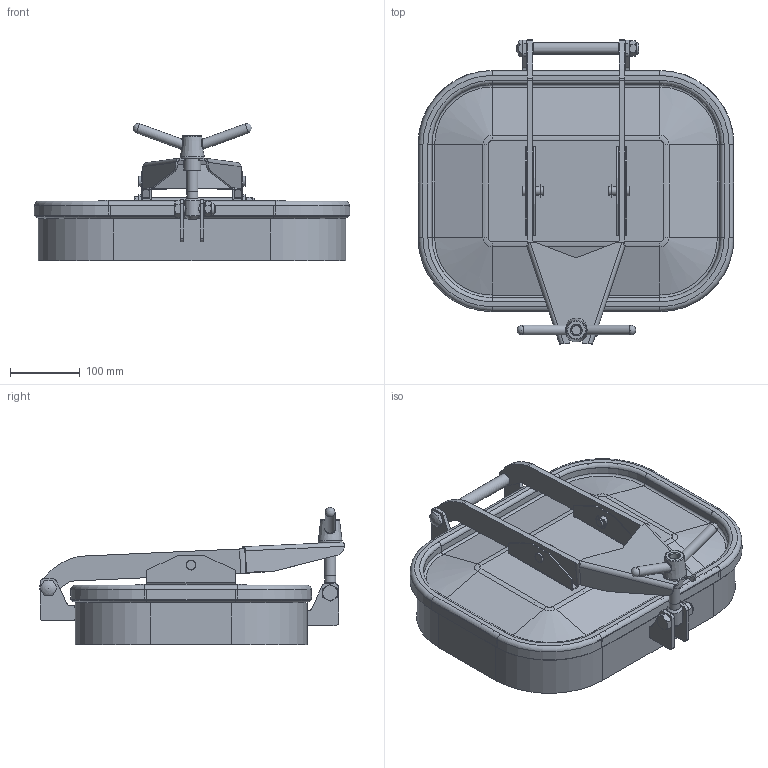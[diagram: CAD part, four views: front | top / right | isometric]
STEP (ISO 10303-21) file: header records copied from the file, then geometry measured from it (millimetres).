
FILE_DESCRIPTION(/* description */ ('Unknown'),/* implementation_level */ '2;1');
FILE_NAME(/* name */ 'FA26E3100 MOD 160 rev 02',/* time_stamp */ '2016-07-01T16:37:21+02:00',/* author */ ('Unknown'),/* organization */ ('Unknown'),/* preprocessor_version */ 'ST-DEVELOPER v16',/* originating_system */ 'DEX',/* authorisation */ $);
FILE_SCHEMA (('AUTOMOTIVE_DESIGN {1 0 10303 214 3 1 1}'));
Length unit declared in the file: millimetre
Products named in the file (22): FA26E3100 MOD 160 rev 02; 7TA2600-1 rev 0; 8AP36_38 rev 0; 81061; 81064 rev 02; 7CA2600 rev 01; 8AS108; 81008 rev 02; 95421; 93006 rev 01; 97257 rev 02; 95031; 91030 rev 01; 95209; 91008 rev 02; 71004 rev 03; 82057 rev 02; 8P100 rev 01; 8P100 sx rev 01; 94031 rev 0; 97052 rev 04; 9620 rev 02
Assembly tree (27 placements, depth 3):
  FA26E3100 MOD 160 rev 02
    7TA2600-1 rev 0
      8AP36_38 rev 0
      81061  x2
      81064 rev 02  x2
    7CA2600 rev 01
      8AS108
      81008 rev 02  x2
    95421  x2
    93006 rev 01  x2
    97257 rev 02
    95031
    91030 rev 01
    95209  x2
    91008 rev 02
    71004 rev 03
      82057 rev 02
      8P100 rev 01
      8P100 sx rev 01
    94031 rev 0
    97052 rev 04
    9620 rev 02
Bounding box: 452.04 x 436.18 x 196.35 mm (x, y, z)
Volume: 1943267.9 mm3; surface area: 867769.1 mm2
Topology: 24 solids, 24 shells, 520 faces, 1252 edges, 789 vertices
Faces by surface type: plane 228, cylinder 168, cone 74, torus 37, bspline 10, sphere 3
Full cylindrical faces by diameter (mm): 10 x2, 10.106 x2, 12 x7, 12.2 x4, 12.5 x9, 13.2 x1, 13.835 x1, 14 x4, 16 x2, 17.2 x1, 22 x1, 24 x1, 25 x1, 34 x1
Entity records: 14775 total; most frequent: CARTESIAN_POINT 4164, DIRECTION 2134, ORIENTED_EDGE 1840, EDGE_CURVE 920, AXIS2_PLACEMENT_3D 820, VERTEX_POINT 602, EDGE_LOOP 514, FACE_BOUND 514
